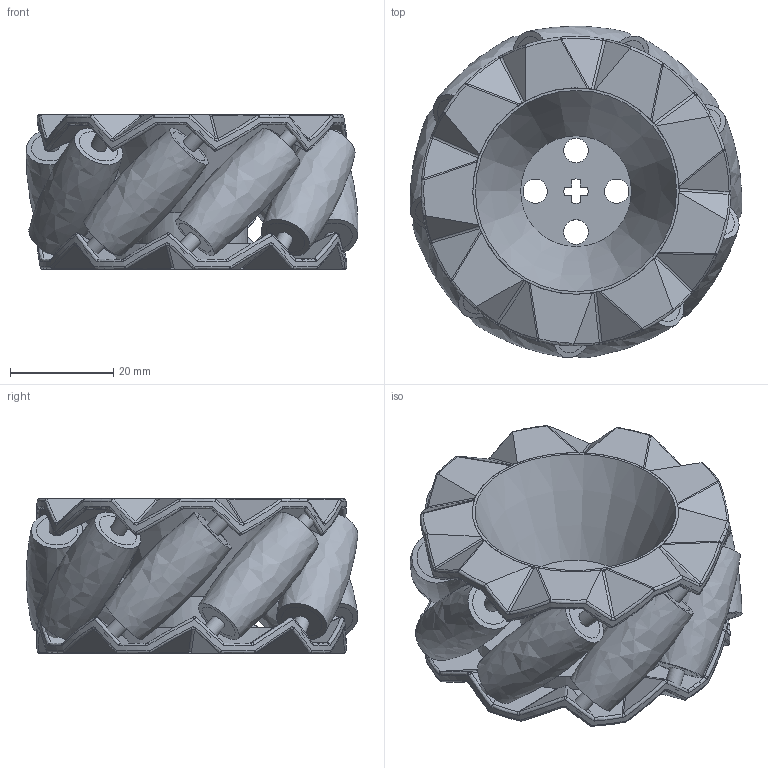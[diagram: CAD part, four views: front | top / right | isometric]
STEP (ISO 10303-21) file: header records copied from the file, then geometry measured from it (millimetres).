
FILE_DESCRIPTION(/* description */ (''),/* implementation_level */ '2;1');
FILE_NAME(/* name */ 'Mecanum R-twist.step',/* time_stamp */ '2024-03-22T17:00:13-06:00',/* author */ (''),/* organization */ (''),/* preprocessor_version */ 'ST-DEVELOPER v20',/* originating_system */ 'Autodesk Translation Framework v12.20.1.177',/* authorisation */ '');
FILE_SCHEMA (('AUTOMOTIVE_DESIGN { 1 0 10303 214 3 1 1 }'));
Length unit declared in the file: millimetre
Products named in the file (6): Mecanum R-twist; Bracket (1); Rollers (1); Roller (1); Top Cap (1); Bottom Cap (1)
Assembly tree (14 placements, depth 3):
  Mecanum R-twist
    Bracket (1)  x2
    Rollers (1)
      Roller (1)  x9
    Top Cap (1)
    Bottom Cap (1)
Bounding box: 64.3 x 64.29 x 30 mm (x, y, z)
Volume: 26562.4 mm3; surface area: 34747.1 mm2
Topology: 50 solids, 50 shells, 559 faces, 1257 edges, 777 vertices
Faces by surface type: plane 229, cylinder 136, bspline 117, torus 38, sphere 36, cone 3
Full cylindrical faces by diameter (mm): 3 x18, 4.733 x4, 8 x27, 21.493 x2, 40 x3, 60 x2
Entity records: 9830 total; most frequent: CARTESIAN_POINT 3684, DIRECTION 1281, ORIENTED_EDGE 1244, EDGE_CURVE 622, AXIS2_PLACEMENT_3D 555, VERTEX_POINT 390, EDGE_LOOP 266, FACE_OUTER_BOUND 249
